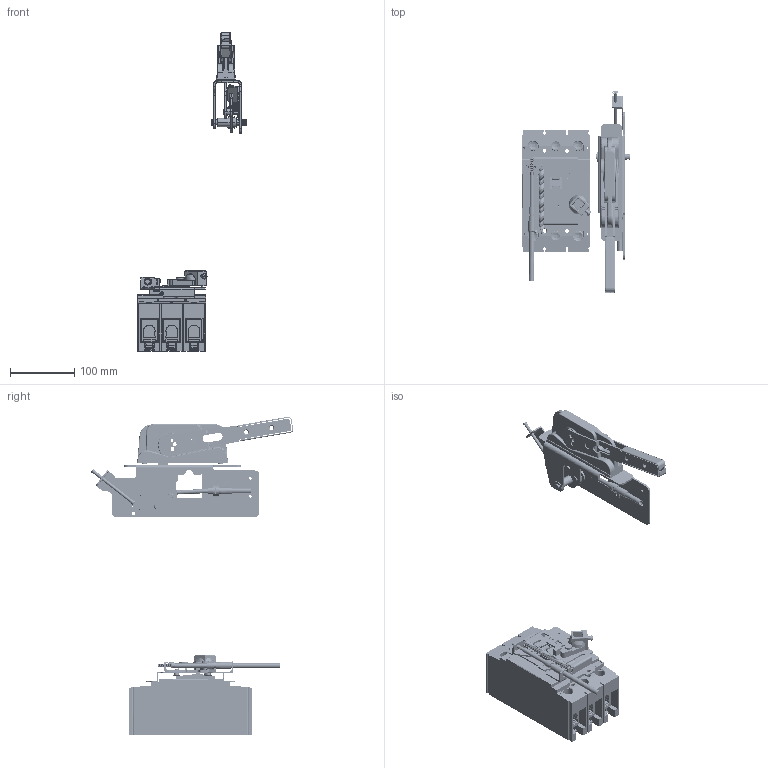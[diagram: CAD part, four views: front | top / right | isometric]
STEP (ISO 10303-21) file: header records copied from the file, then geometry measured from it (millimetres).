
FILE_DESCRIPTION (( 'STEP AP203' ), '1' );
FILE_NAME ('GCBX2-FHC-N3R4-M.step', '2021-09-02T13:13:42', ( '' ), ( '' ), 'SwSTEP 2.0', 'SolidWorks 2021', '' );
FILE_SCHEMA (( 'CONFIG_CONTROL_DESIGN' ));
Length unit declared in the file: metre
Products named in the file (5): GCBX2-CBL-36_2; GCBX2-FHC-N3R4-M_1; GCB250S-3FF250LL; GCBX2-FHC-N3R4-M_2; GCBX2-FHC-N3R4-M
Assembly tree (4 placements, depth 2):
  GCBX2-FHC-N3R4-M
    GCBX2-FHC-N3R4-M_1
    GCBX2-FHC-N3R4-M_2
    GCB250S-3FF250LL
    GCBX2-CBL-36_2
Bounding box: 167.92 x 314.79 x 494.67 mm (x, y, z)
Volume: 1707217.2 mm3; surface area: 399093 mm2
Topology: 40 solids, 40 shells, 4794 faces, 12967 edges, 8243 vertices
Faces by surface type: plane 2462, cylinder 1758, bspline 442, cone 132
Entity records: 192564 total; most frequent: CARTESIAN_POINT 74276, ORIENTED_EDGE 25706, DIRECTION 23158, EDGE_CURVE 12853, VERTEX_POINT 8241, VECTOR 8120, LINE 8120, AXIS2_PLACEMENT_3D 7519
